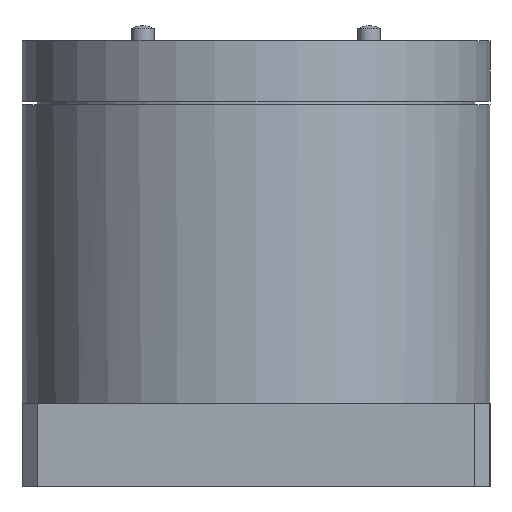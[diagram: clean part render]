
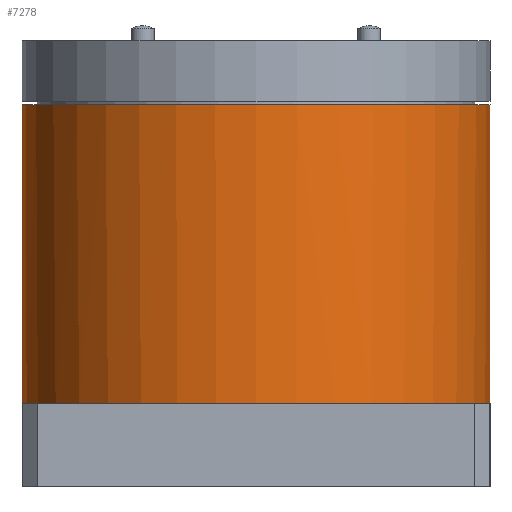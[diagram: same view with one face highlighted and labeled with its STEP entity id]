
A CAD part, left-side view. The second image highlights one B-rep face of the part: STEP entity #7278.
In plain terms, the highlighted cylindrical face has radius 31 mm (diameter 62 mm), a full revolution.
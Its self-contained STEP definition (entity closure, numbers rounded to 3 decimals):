
#824=FACE_OUTER_BOUND('',#1287,.T.);
#1287=EDGE_LOOP('',(#5963,#5964,#5965,#5966,#5967,#5968,#5969,#5970));
#1723=LINE('',#12257,#2119);
#1724=LINE('',#12258,#2120);
#1725=LINE('',#12266,#2121);
#2119=VECTOR('',#9875,10.);
#2120=VECTOR('',#9876,10.);
#2121=VECTOR('',#9887,31.);
#2551=CIRCLE('',#8030,31.);
#2570=CIRCLE('',#8056,31.);
#2571=CIRCLE('',#8057,31.);
#2572=CIRCLE('',#8059,31.);
#3231=VERTEX_POINT('',#12197);
#3232=VERTEX_POINT('',#12198);
#3254=VERTEX_POINT('',#12254);
#3255=VERTEX_POINT('',#12255);
#3256=VERTEX_POINT('',#12260);
#3257=VERTEX_POINT('',#12264);
#4169=EDGE_CURVE('',#3232,#3231,#2551,.T.);
#4197=EDGE_CURVE('',#3232,#3254,#1723,.T.);
#4198=EDGE_CURVE('',#3255,#3231,#1724,.T.);
#4199=EDGE_CURVE('',#3256,#3255,#2570,.T.);
#4200=EDGE_CURVE('',#3254,#3256,#2571,.T.);
#4201=EDGE_CURVE('',#3257,#3257,#2572,.T.);
#4202=EDGE_CURVE('',#3257,#3256,#1725,.T.);
#5963=ORIENTED_EDGE('',*,*,#4201,.T.);
#5964=ORIENTED_EDGE('',*,*,#4202,.T.);
#5965=ORIENTED_EDGE('',*,*,#4199,.T.);
#5966=ORIENTED_EDGE('',*,*,#4198,.T.);
#5967=ORIENTED_EDGE('',*,*,#4169,.F.);
#5968=ORIENTED_EDGE('',*,*,#4197,.T.);
#5969=ORIENTED_EDGE('',*,*,#4200,.T.);
#5970=ORIENTED_EDGE('',*,*,#4202,.F.);
#6564=CYLINDRICAL_SURFACE('',#8058,31.);
#7278=ADVANCED_FACE('',(#824),#6564,.T.);
#8030=AXIS2_PLACEMENT_3D('',#12200,#9816,#9817);
#8056=AXIS2_PLACEMENT_3D('',#12261,#9879,#9880);
#8057=AXIS2_PLACEMENT_3D('',#12262,#9881,#9882);
#8058=AXIS2_PLACEMENT_3D('',#12263,#9883,#9884);
#8059=AXIS2_PLACEMENT_3D('',#12265,#9885,#9886);
#9816=DIRECTION('center_axis',(0.,0.,
-1.));
#9817=DIRECTION('ref_axis',(-1.,0.,0.));
#9875=DIRECTION('',(0.,0.,1.));
#9876=DIRECTION('',(0.,0.,-1.));
#9879=DIRECTION('center_axis',(0.,0.,
1.));
#9880=DIRECTION('ref_axis',(-1.,0.,0.));
#9881=DIRECTION('center_axis',(0.,0.,
1.));
#9882=DIRECTION('ref_axis',(-1.,0.,0.));
#9883=DIRECTION('center_axis',(0.,0.,
1.));
#9884=DIRECTION('ref_axis',(-1.,0.,0.));
#9885=DIRECTION('center_axis',(0.,0.,
-1.));
#9886=DIRECTION('ref_axis',(-1.,0.,0.));
#9887=DIRECTION('',(0.,0.,-1.));
#12197=CARTESIAN_POINT('',(30.2,6.997,11.));
#12198=CARTESIAN_POINT('',(30.2,-6.997,11.));
#12200=CARTESIAN_POINT('Origin',(0.,0.,
11.));
#12254=CARTESIAN_POINT('',(30.2,-6.997,27.5));
#12255=CARTESIAN_POINT('',(30.2,6.997,27.5));
#12257=CARTESIAN_POINT('',(30.2,-6.997,11.));
#12258=CARTESIAN_POINT('',(30.2,6.997,11.));
#12260=CARTESIAN_POINT('',(31.,0.,27.5));
#12261=CARTESIAN_POINT('Origin',(0.,0.,
27.5));
#12262=CARTESIAN_POINT('Origin',(0.,0.,
27.5));
#12263=CARTESIAN_POINT('Origin',(0.,0.,
11.));
#12264=CARTESIAN_POINT('',(31.,0.,50.5));
#12265=CARTESIAN_POINT('Origin',(0.,0.,
50.5));
#12266=CARTESIAN_POINT('',(31.,0.,11.));
